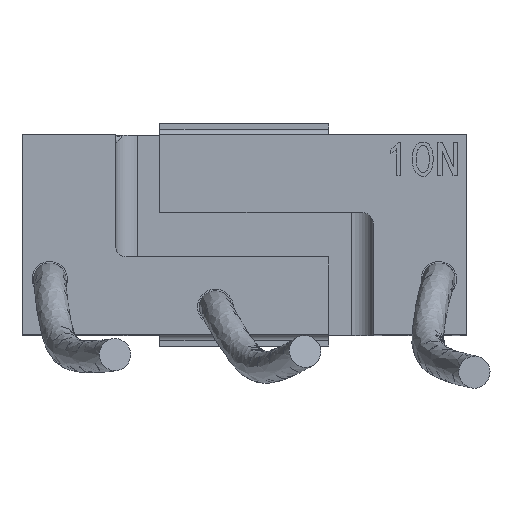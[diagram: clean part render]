
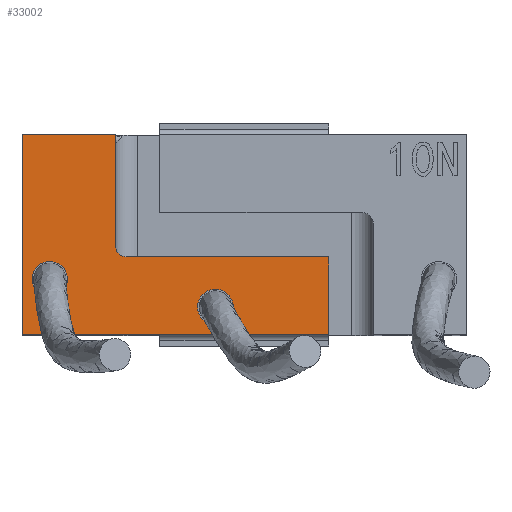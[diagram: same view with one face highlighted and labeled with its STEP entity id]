
A CAD part, top view. The second image highlights one B-rep face of the part: STEP entity #33002.
In plain terms, the highlighted planar face has unit normal (0, 0, 1).
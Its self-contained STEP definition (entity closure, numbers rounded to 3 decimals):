
#777 = EDGE_CURVE ( 'NONE', #50806, #7838, #41097, .T. ) ;
#2138 = CARTESIAN_POINT ( 'NONE',  ( -11.6, 18., 20. ) ) ;
#2871 = DIRECTION ( 'NONE',  ( 1., 0., 0. ) ) ;
#3315 = VERTEX_POINT ( 'NONE', #23157 ) ;
#4352 = ORIENTED_EDGE ( 'NONE', *, *, #50675, .F. ) ;
#4562 = CARTESIAN_POINT ( 'NONE',  ( -2.6, 2.5, 20. ) ) ;
#6189 = ORIENTED_EDGE ( 'NONE', *, *, #37443, .F. ) ;
#6460 = VECTOR ( 'NONE', #2871, 1000. ) ;
#6688 = AXIS2_PLACEMENT_3D ( 'NONE', #26880, #18625, #27388 ) ;
#6766 = PLANE ( 'NONE',  #6688 ) ;
#6927 = CARTESIAN_POINT ( 'NONE',  ( 7.6, 0., 20. ) ) ;
#7642 = VERTEX_POINT ( 'NONE', #11091 ) ;
#7838 = VERTEX_POINT ( 'NONE', #33469 ) ;
#8164 = ORIENTED_EDGE ( 'NONE', *, *, #27662, .T. ) ;
#8333 = CIRCLE ( 'NONE', #44626, 1.6 ) ;
#8486 = CARTESIAN_POINT ( 'NONE',  ( 7.6, 7., 20. ) ) ;
#8586 = DIRECTION ( 'NONE',  ( 0., -1., 0. ) ) ;
#9619 = DIRECTION ( 'NONE',  ( 0., -1., 0. ) ) ;
#9671 = ORIENTED_EDGE ( 'NONE', *, *, #15094, .F. ) ;
#10722 = CIRCLE ( 'NONE', #39550, 1. ) ;
#10902 = FACE_BOUND ( 'NONE', #48965, .T. ) ;
#11091 = CARTESIAN_POINT ( 'NONE',  ( -20., 0., 20. ) ) ;
#11664 = FACE_BOUND ( 'NONE', #29079, .T. ) ;
#12171 = EDGE_CURVE ( 'NONE', #3315, #3315, #25851, .T. ) ;
#12224 = CARTESIAN_POINT ( 'NONE',  ( 7.6, 7., 20. ) ) ;
#12368 = VECTOR ( 'NONE', #48602, 1000. ) ;
#12735 = LINE ( 'NONE', #32844, #12368 ) ;
#13053 = DIRECTION ( 'NONE',  ( 0., 0., 1. ) ) ;
#15094 = EDGE_CURVE ( 'NONE', #48238, #48295, #49572, .T. ) ;
#15379 = VERTEX_POINT ( 'NONE', #6927 ) ;
#16821 = LINE ( 'NONE', #48829, #50352 ) ;
#17325 = DIRECTION ( 'NONE',  ( 0., 0., 1. ) ) ;
#17581 = DIRECTION ( 'NONE',  ( 1., 0., 0. ) ) ;
#17903 = ORIENTED_EDGE ( 'NONE', *, *, #777, .F. ) ;
#18200 = CARTESIAN_POINT ( 'NONE',  ( -1., 2.5, 20. ) ) ;
#18447 = DIRECTION ( 'NONE',  ( 0., 0., -1. ) ) ;
#18625 = DIRECTION ( 'NONE',  ( 0., 0., -1. ) ) ;
#19144 = FACE_OUTER_BOUND ( 'NONE', #50223, .T. ) ;
#20261 = ORIENTED_EDGE ( 'NONE', *, *, #12171, .F. ) ;
#20281 = DIRECTION ( 'NONE',  ( 1., 0., 0. ) ) ;
#22319 = DIRECTION ( 'NONE',  ( -1., 0., 0. ) ) ;
#23157 = CARTESIAN_POINT ( 'NONE',  ( -15.9, 5., 20. ) ) ;
#23819 = CARTESIAN_POINT ( 'NONE',  ( -10.6, 7., 20. ) ) ;
#25851 = CIRCLE ( 'NONE', #39057, 1.6 ) ;
#26203 = EDGE_CURVE ( 'NONE', #27506, #50806, #12735, .T. ) ;
#26457 = VERTEX_POINT ( 'NONE', #18200 ) ;
#26880 = CARTESIAN_POINT ( 'NONE',  ( -20., 18., 20. ) ) ;
#27388 = DIRECTION ( 'NONE',  ( -1., 0., 0. ) ) ;
#27506 = VERTEX_POINT ( 'NONE', #42206 ) ;
#27662 = EDGE_CURVE ( 'NONE', #48238, #7838, #10722, .T. ) ;
#28925 = VECTOR ( 'NONE', #43583, 1000. ) ;
#29079 = EDGE_LOOP ( 'NONE', ( #20261 ) ) ;
#29979 = VECTOR ( 'NONE', #9619, 1000. ) ;
#31515 = CARTESIAN_POINT ( 'NONE',  ( -20., 0., 20. ) ) ;
#31766 = LINE ( 'NONE', #31515, #44453 ) ;
#32844 = CARTESIAN_POINT ( 'NONE',  ( -20., 18., 20. ) ) ;
#33002 = ADVANCED_FACE ( 'NONE', ( #11664, #10902, #19144 ), #6766, .F. ) ;
#33469 = CARTESIAN_POINT ( 'NONE',  ( -11.6, 8., 20. ) ) ;
#33710 = ORIENTED_EDGE ( 'NONE', *, *, #26203, .F. ) ;
#34285 = EDGE_CURVE ( 'NONE', #27506, #7642, #16821, .T. ) ;
#37197 = CARTESIAN_POINT ( 'NONE',  ( -17.5, 5., 20. ) ) ;
#37443 = EDGE_CURVE ( 'NONE', #48295, #15379, #43842, .T. ) ;
#39057 = AXIS2_PLACEMENT_3D ( 'NONE', #37197, #17325, #17581 ) ;
#39550 = AXIS2_PLACEMENT_3D ( 'NONE', #50197, #18447, #22319 ) ;
#41097 = LINE ( 'NONE', #2138, #29979 ) ;
#42199 = CARTESIAN_POINT ( 'NONE',  ( -11.6, 18., 20. ) ) ;
#42206 = CARTESIAN_POINT ( 'NONE',  ( -20., 18., 20. ) ) ;
#43583 = DIRECTION ( 'NONE',  ( 0., -1., 0. ) ) ;
#43647 = DIRECTION ( 'NONE',  ( 1., 0., 0. ) ) ;
#43842 = LINE ( 'NONE', #8486, #28925 ) ;
#44453 = VECTOR ( 'NONE', #43647, 1000. ) ;
#44626 = AXIS2_PLACEMENT_3D ( 'NONE', #4562, #13053, #20281 ) ;
#44744 = ORIENTED_EDGE ( 'NONE', *, *, #34285, .T. ) ;
#45965 = CARTESIAN_POINT ( 'NONE',  ( -11.6, 7., 20. ) ) ;
#48238 = VERTEX_POINT ( 'NONE', #23819 ) ;
#48295 = VERTEX_POINT ( 'NONE', #12224 ) ;
#48602 = DIRECTION ( 'NONE',  ( 1., 0., 0. ) ) ;
#48829 = CARTESIAN_POINT ( 'NONE',  ( -20., 18., 20. ) ) ;
#48898 = ORIENTED_EDGE ( 'NONE', *, *, #49460, .T. ) ;
#48965 = EDGE_LOOP ( 'NONE', ( #4352 ) ) ;
#49460 = EDGE_CURVE ( 'NONE', #7642, #15379, #31766, .T. ) ;
#49572 = LINE ( 'NONE', #45965, #6460 ) ;
#50197 = CARTESIAN_POINT ( 'NONE',  ( -10.6, 8., 20. ) ) ;
#50223 = EDGE_LOOP ( 'NONE', ( #48898, #6189, #9671, #8164, #17903, #33710, #44744 ) ) ;
#50352 = VECTOR ( 'NONE', #8586, 1000. ) ;
#50675 = EDGE_CURVE ( 'NONE', #26457, #26457, #8333, .T. ) ;
#50806 = VERTEX_POINT ( 'NONE', #42199 ) ;
